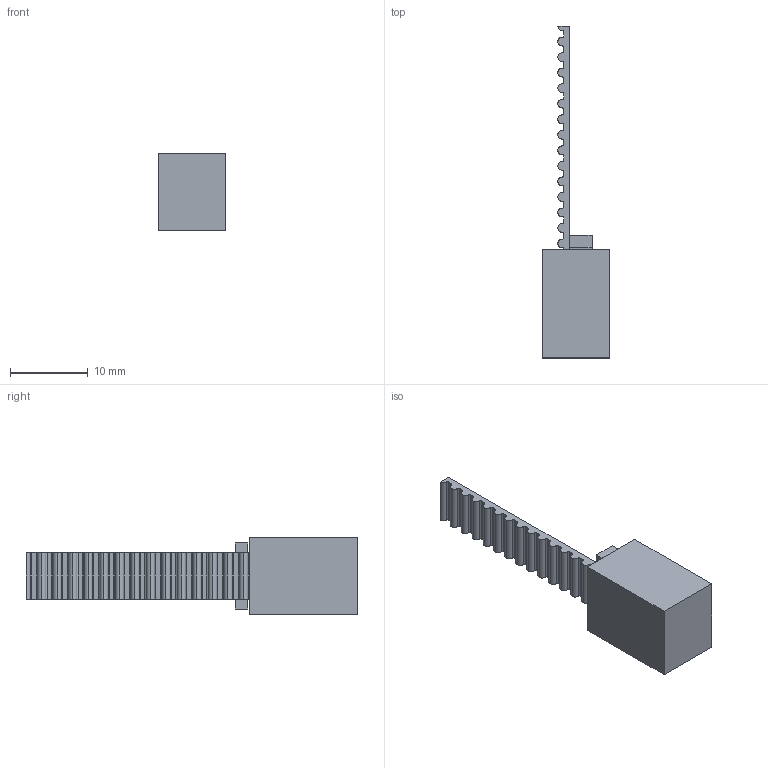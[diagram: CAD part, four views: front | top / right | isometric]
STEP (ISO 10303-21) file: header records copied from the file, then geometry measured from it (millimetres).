
FILE_DESCRIPTION(/* description */ (''),/* implementation_level */ '2;1');
FILE_NAME(/* name */ 'ApexClip-Main-v1.0.step',/* time_stamp */ '2024-04-23T10:44:42-06:00',/* author */ (''),/* organization */ (''),/* preprocessor_version */ 'ST-DEVELOPER v20',/* originating_system */ 'Autodesk Translation Framework v12.20.1.177',/* authorisation */ '');
FILE_SCHEMA (('AUTOMOTIVE_DESIGN { 1 0 10303 214 3 1 1 }'));
Length unit declared in the file: millimetre
Products named in the file (4): apex-belt-clip_mk4; test body; GT2 Belt 6mm x 40mm v1; beltClip
Assembly tree (3 placements, depth 2):
  apex-belt-clip_mk4
    test body
    GT2 Belt 6mm x 40mm v1
    beltClip
Bounding box: 8.66 x 42.73 x 10 mm (x, y, z)
Volume: 1360.4 mm3; surface area: 1931.6 mm2
Topology: 3 solids, 3 shells, 285 faces, 834 edges, 556 vertices
Faces by surface type: plane 156, cylinder 129
Entity records: 9644 total; most frequent: CARTESIAN_POINT 1682, DIRECTION 1676, ORIENTED_EDGE 1668, EDGE_CURVE 834, LINE 576, VECTOR 576, VERTEX_POINT 556, AXIS2_PLACEMENT_3D 550
